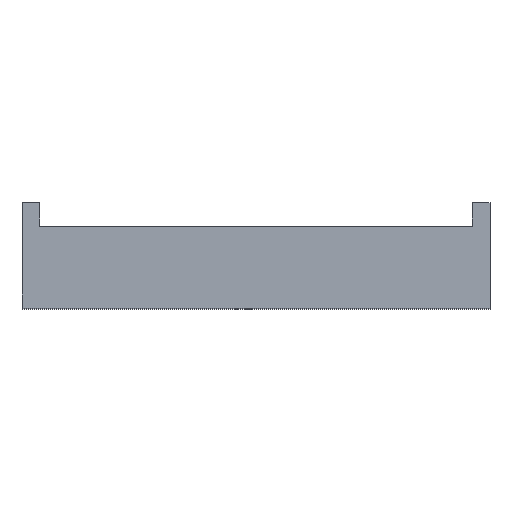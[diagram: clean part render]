
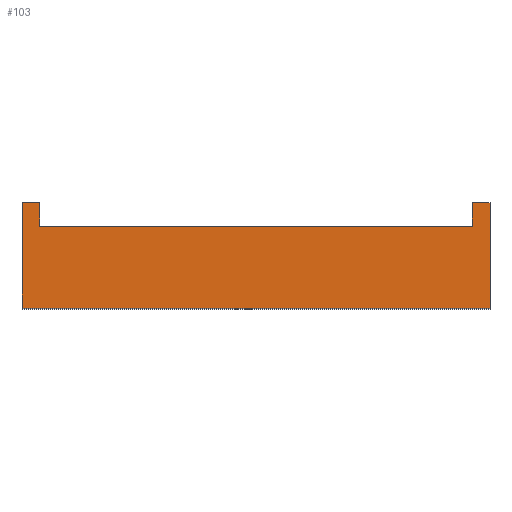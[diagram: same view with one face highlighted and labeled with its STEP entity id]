
A CAD part, top view. The second image highlights one B-rep face of the part: STEP entity #103.
In plain terms, the highlighted planar face has unit normal (0, 0, 1).
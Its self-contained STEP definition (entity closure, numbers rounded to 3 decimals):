
#2 = ORIENTED_EDGE ( 'NONE', *, *, #1360, .F. ) ;
#15 = FACE_OUTER_BOUND ( 'NONE', #1461, .T. ) ;
#19 = LINE ( 'NONE', #1296, #942 ) ;
#35 = EDGE_CURVE ( 'NONE', #185, #1297, #440, .T. ) ;
#81 = VERTEX_POINT ( 'NONE', #479 ) ;
#102 = CARTESIAN_POINT ( 'NONE',  ( 1.5, -12.5, 105. ) ) ;
#103 = ADVANCED_FACE ( 'NONE', ( #15 ), #371, .F. ) ;
#112 = CARTESIAN_POINT ( 'NONE',  ( 78.5, 3., 105. ) ) ;
#123 = LINE ( 'NONE', #797, #178 ) ;
#164 = ORIENTED_EDGE ( 'NONE', *, *, #1106, .T. ) ;
#178 = VECTOR ( 'NONE', #326, 1000. ) ;
#185 = VERTEX_POINT ( 'NONE', #729 ) ;
#228 = CARTESIAN_POINT ( 'NONE',  ( 1.5, 3., 105. ) ) ;
#233 = ORIENTED_EDGE ( 'NONE', *, *, #1442, .F. ) ;
#261 = CARTESIAN_POINT ( 'NONE',  ( -1.5, -15., 105. ) ) ;
#268 = VECTOR ( 'NONE', #1169, 1000. ) ;
#313 = VECTOR ( 'NONE', #635, 1000. ) ;
#326 = DIRECTION ( 'NONE',  ( 1., 0., 0. ) ) ;
#371 = PLANE ( 'NONE',  #1307 ) ;
#440 = LINE ( 'NONE', #754, #724 ) ;
#463 = CARTESIAN_POINT ( 'NONE',  ( 1.5, 3., 105. ) ) ;
#476 = CARTESIAN_POINT ( 'NONE',  ( 75.5, 3., 105. ) ) ;
#479 = CARTESIAN_POINT ( 'NONE',  ( 78.5, -15., 105. ) ) ;
#491 = DIRECTION ( 'NONE',  ( -1., 0., 0. ) ) ;
#502 = DIRECTION ( 'NONE',  ( 0., 1., 0. ) ) ;
#533 = ORIENTED_EDGE ( 'NONE', *, *, #559, .T. ) ;
#559 = EDGE_CURVE ( 'NONE', #957, #908, #1283, .T. ) ;
#572 = CARTESIAN_POINT ( 'NONE',  ( 78.5, 3., 105. ) ) ;
#585 = DIRECTION ( 'NONE',  ( -1., 0., 0. ) ) ;
#635 = DIRECTION ( 'NONE',  ( 0., -1., 0. ) ) ;
#639 = LINE ( 'NONE', #773, #313 ) ;
#724 = VECTOR ( 'NONE', #1218, 1000. ) ;
#729 = CARTESIAN_POINT ( 'NONE',  ( 75.5, -1., 105. ) ) ;
#754 = CARTESIAN_POINT ( 'NONE',  ( 75.5, -1., 105. ) ) ;
#773 = CARTESIAN_POINT ( 'NONE',  ( -1.5, 3., 105. ) ) ;
#778 = CARTESIAN_POINT ( 'NONE',  ( 1.5, -1., 105. ) ) ;
#797 = CARTESIAN_POINT ( 'NONE',  ( 75.5, 3., 105. ) ) ;
#808 = CARTESIAN_POINT ( 'NONE',  ( -1.5, 3., 105. ) ) ;
#814 = ORIENTED_EDGE ( 'NONE', *, *, #856, .F. ) ;
#832 = CARTESIAN_POINT ( 'NONE',  ( 1.5, 3., 105. ) ) ;
#856 = EDGE_CURVE ( 'NONE', #881, #1269, #123, .T. ) ;
#879 = ORIENTED_EDGE ( 'NONE', *, *, #898, .F. ) ;
#881 = VERTEX_POINT ( 'NONE', #476 ) ;
#898 = EDGE_CURVE ( 'NONE', #957, #1297, #1476, .T. ) ;
#908 = VERTEX_POINT ( 'NONE', #808 ) ;
#918 = VECTOR ( 'NONE', #585, 1000. ) ;
#942 = VECTOR ( 'NONE', #491, 1000. ) ;
#957 = VERTEX_POINT ( 'NONE', #228 ) ;
#983 = EDGE_CURVE ( 'NONE', #881, #185, #1075, .T. ) ;
#1075 = LINE ( 'NONE', #1435, #268 ) ;
#1081 = VECTOR ( 'NONE', #1260, 1000. ) ;
#1090 = ORIENTED_EDGE ( 'NONE', *, *, #983, .T. ) ;
#1106 = EDGE_CURVE ( 'NONE', #908, #1458, #639, .T. ) ;
#1129 = DIRECTION ( 'NONE',  ( 0., 0., -1. ) ) ;
#1169 = DIRECTION ( 'NONE',  ( 0., -1., 0. ) ) ;
#1218 = DIRECTION ( 'NONE',  ( -1., 0., 0. ) ) ;
#1260 = DIRECTION ( 'NONE',  ( 0., -1., 0. ) ) ;
#1262 = ORIENTED_EDGE ( 'NONE', *, *, #35, .T. ) ;
#1269 = VERTEX_POINT ( 'NONE', #572 ) ;
#1283 = LINE ( 'NONE', #463, #918 ) ;
#1296 = CARTESIAN_POINT ( 'NONE',  ( 1.5, -15., 105. ) ) ;
#1297 = VERTEX_POINT ( 'NONE', #778 ) ;
#1307 = AXIS2_PLACEMENT_3D ( 'NONE', #832, #1129, #502 ) ;
#1357 = DIRECTION ( 'NONE',  ( 0., -1., 0. ) ) ;
#1360 = EDGE_CURVE ( 'NONE', #1269, #81, #1473, .T. ) ;
#1397 = VECTOR ( 'NONE', #1357, 1000. ) ;
#1435 = CARTESIAN_POINT ( 'NONE',  ( 75.5, -12.5, 105. ) ) ;
#1442 = EDGE_CURVE ( 'NONE', #81, #1458, #19, .T. ) ;
#1458 = VERTEX_POINT ( 'NONE', #261 ) ;
#1461 = EDGE_LOOP ( 'NONE', ( #164, #233, #2, #814, #1090, #1262, #879, #533 ) ) ;
#1473 = LINE ( 'NONE', #112, #1397 ) ;
#1476 = LINE ( 'NONE', #102, #1081 ) ;
